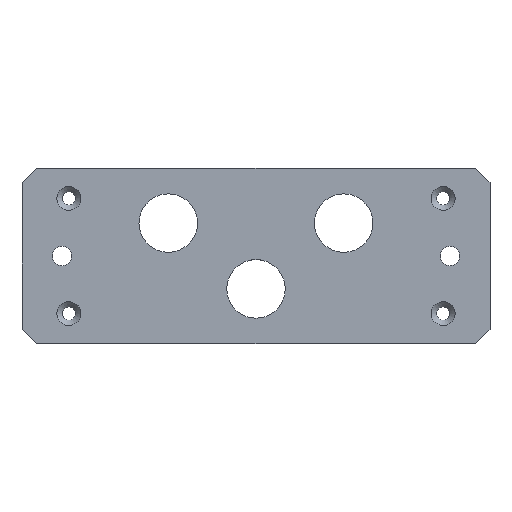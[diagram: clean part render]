
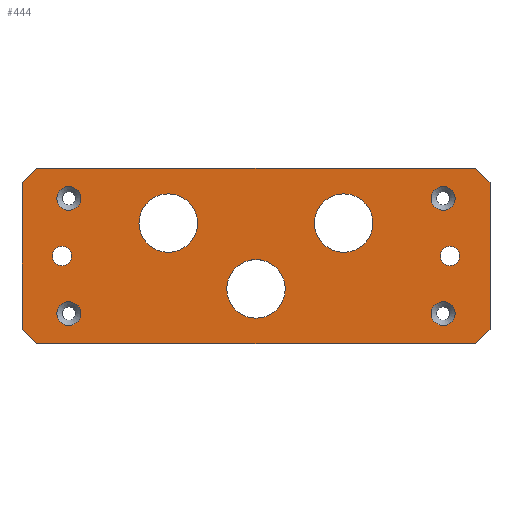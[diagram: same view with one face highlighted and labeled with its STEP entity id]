
A CAD part, top view. The second image highlights one B-rep face of the part: STEP entity #444.
In plain terms, the highlighted planar face has unit normal (0, 0, 1).
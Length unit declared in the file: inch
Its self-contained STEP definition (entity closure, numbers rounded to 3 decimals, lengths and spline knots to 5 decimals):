
#37=FACE_BOUND('',#114,.T.);
#38=FACE_BOUND('',#115,.T.);
#39=FACE_BOUND('',#116,.T.);
#40=FACE_BOUND('',#117,.T.);
#41=FACE_BOUND('',#118,.T.);
#42=FACE_BOUND('',#119,.T.);
#43=FACE_BOUND('',#120,.T.);
#44=FACE_BOUND('',#121,.T.);
#45=FACE_BOUND('',#122,.T.);
#55=CIRCLE('',#487,0.2045);
#57=CIRCLE('',#490,0.2045);
#59=CIRCLE('',#493,0.2045);
#61=CIRCLE('',#496,0.2045);
#63=CIRCLE('',#499,0.5);
#64=CIRCLE('',#500,0.5);
#65=CIRCLE('',#501,0.5);
#66=CIRCLE('',#502,0.16535);
#67=CIRCLE('',#503,0.16535);
#81=FACE_OUTER_BOUND('',#113,.T.);
#113=EDGE_LOOP('',(#368,#369,#370,#371,#372,#373,#374,#375));
#114=EDGE_LOOP('',(#376));
#115=EDGE_LOOP('',(#377));
#116=EDGE_LOOP('',(#378));
#117=EDGE_LOOP('',(#379));
#118=EDGE_LOOP('',(#380));
#119=EDGE_LOOP('',(#381));
#120=EDGE_LOOP('',(#382));
#121=EDGE_LOOP('',(#383));
#122=EDGE_LOOP('',(#384));
#132=LINE('',#646,#169);
#138=LINE('',#657,#175);
#145=LINE('',#690,#182);
#148=LINE('',#695,#185);
#149=LINE('',#698,#186);
#152=LINE('',#703,#189);
#153=LINE('',#706,#190);
#155=LINE('',#709,#192);
#169=VECTOR('',#517,0.3937);
#175=VECTOR('',#525,2.5);
#182=VECTOR('',#554,0.3937);
#185=VECTOR('',#559,7.5);
#186=VECTOR('',#562,0.3937);
#189=VECTOR('',#567,2.5);
#190=VECTOR('',#570,0.3937);
#192=VECTOR('',#574,7.5);
#206=VERTEX_POINT('',#644);
#207=VERTEX_POINT('',#645);
#211=VERTEX_POINT('',#655);
#226=VERTEX_POINT('',#689);
#227=VERTEX_POINT('',#693);
#228=VERTEX_POINT('',#697);
#229=VERTEX_POINT('',#701);
#230=VERTEX_POINT('',#705);
#231=VERTEX_POINT('',#711);
#233=VERTEX_POINT('',#717);
#235=VERTEX_POINT('',#723);
#237=VERTEX_POINT('',#729);
#239=VERTEX_POINT('',#735);
#240=VERTEX_POINT('',#737);
#241=VERTEX_POINT('',#739);
#242=VERTEX_POINT('',#741);
#243=VERTEX_POINT('',#743);
#244=EDGE_CURVE('',#206,#207,#132,.T.);
#250=EDGE_CURVE('',#206,#211,#138,.T.);
#266=EDGE_CURVE('',#226,#211,#145,.T.);
#269=EDGE_CURVE('',#226,#227,#148,.T.);
#270=EDGE_CURVE('',#228,#227,#149,.T.);
#273=EDGE_CURVE('',#228,#229,#152,.T.);
#274=EDGE_CURVE('',#230,#229,#153,.T.);
#276=EDGE_CURVE('',#230,#207,#155,.T.);
#277=EDGE_CURVE('',#231,#231,#55,.T.);
#280=EDGE_CURVE('',#233,#233,#57,.T.);
#283=EDGE_CURVE('',#235,#235,#59,.T.);
#286=EDGE_CURVE('',#237,#237,#61,.T.);
#289=EDGE_CURVE('',#239,#239,#63,.T.);
#290=EDGE_CURVE('',#240,#240,#64,.T.);
#291=EDGE_CURVE('',#241,#241,#65,.T.);
#292=EDGE_CURVE('',#242,#242,#66,.T.);
#293=EDGE_CURVE('',#243,#243,#67,.T.);
#368=ORIENTED_EDGE('',*,*,#244,.F.);
#369=ORIENTED_EDGE('',*,*,#250,.T.);
#370=ORIENTED_EDGE('',*,*,#266,.F.);
#371=ORIENTED_EDGE('',*,*,#269,.T.);
#372=ORIENTED_EDGE('',*,*,#270,.F.);
#373=ORIENTED_EDGE('',*,*,#273,.T.);
#374=ORIENTED_EDGE('',*,*,#274,.F.);
#375=ORIENTED_EDGE('',*,*,#276,.T.);
#376=ORIENTED_EDGE('',*,*,#277,.T.);
#377=ORIENTED_EDGE('',*,*,#280,.T.);
#378=ORIENTED_EDGE('',*,*,#283,.T.);
#379=ORIENTED_EDGE('',*,*,#286,.T.);
#380=ORIENTED_EDGE('',*,*,#289,.F.);
#381=ORIENTED_EDGE('',*,*,#290,.F.);
#382=ORIENTED_EDGE('',*,*,#291,.F.);
#383=ORIENTED_EDGE('',*,*,#292,.F.);
#384=ORIENTED_EDGE('',*,*,#293,.F.);
#430=PLANE('',#498);
#444=ADVANCED_FACE('',(#81,#37,#38,#39,#40,#41,#42,#43,#44,#45),#430,.F.);
#487=AXIS2_PLACEMENT_3D('',#712,#577,#578);
#490=AXIS2_PLACEMENT_3D('',#718,#584,#585);
#493=AXIS2_PLACEMENT_3D('',#724,#591,#592);
#496=AXIS2_PLACEMENT_3D('',#730,#598,#599);
#498=AXIS2_PLACEMENT_3D('',#734,#603,#604);
#499=AXIS2_PLACEMENT_3D('',#736,#605,#606);
#500=AXIS2_PLACEMENT_3D('',#738,#607,#608);
#501=AXIS2_PLACEMENT_3D('',#740,#609,#610);
#502=AXIS2_PLACEMENT_3D('',#742,#611,#612);
#503=AXIS2_PLACEMENT_3D('',#744,#613,#614);
#517=DIRECTION('',(-0.707,-0.707,0.));
#525=DIRECTION('',(0.,1.,0.));
#554=DIRECTION('',(0.707,-0.707,0.));
#559=DIRECTION('',(-1.,0.,0.));
#562=DIRECTION('',(0.707,0.707,0.));
#567=DIRECTION('',(0.,-1.,0.));
#570=DIRECTION('',(-0.707,0.707,0.));
#574=DIRECTION('',(1.,0.,0.));
#577=DIRECTION('center_axis',(0.,0.,-1.));
#578=DIRECTION('ref_axis',(1.,0.,0.));
#584=DIRECTION('center_axis',(0.,0.,-1.));
#585=DIRECTION('ref_axis',(1.,0.,0.));
#591=DIRECTION('center_axis',(0.,0.,-1.));
#592=DIRECTION('ref_axis',(1.,0.,0.));
#598=DIRECTION('center_axis',(0.,0.,-1.));
#599=DIRECTION('ref_axis',(1.,0.,0.));
#603=DIRECTION('center_axis',(0.,0.,-1.));
#604=DIRECTION('ref_axis',(-1.,0.,0.));
#605=DIRECTION('center_axis',(0.,0.,1.));
#606=DIRECTION('ref_axis',(1.,0.,0.));
#607=DIRECTION('center_axis',(0.,0.,1.));
#608=DIRECTION('ref_axis',(1.,0.,0.));
#609=DIRECTION('center_axis',(0.,0.,1.));
#610=DIRECTION('ref_axis',(1.,0.,0.));
#611=DIRECTION('center_axis',(0.,0.,1.));
#612=DIRECTION('ref_axis',(1.,0.,0.));
#613=DIRECTION('center_axis',(0.,0.,1.));
#614=DIRECTION('ref_axis',(1.,0.,0.));
#644=CARTESIAN_POINT('',(4.,-1.25,0.25));
#645=CARTESIAN_POINT('',(3.75,-1.5,0.25));
#646=CARTESIAN_POINT('',(3.25,-2.,0.25));
#655=CARTESIAN_POINT('',(4.,1.25,0.25));
#657=CARTESIAN_POINT('',(4.,-1.25,0.25));
#689=CARTESIAN_POINT('',(3.75,1.5,0.25));
#690=CARTESIAN_POINT('',(3.25,2.,0.25));
#693=CARTESIAN_POINT('',(-3.75,1.5,0.25));
#695=CARTESIAN_POINT('',(3.75,1.5,0.25));
#697=CARTESIAN_POINT('',(-4.,1.25,0.25));
#698=CARTESIAN_POINT('',(-3.25,2.,0.25));
#701=CARTESIAN_POINT('',(-4.,-1.25,0.25));
#703=CARTESIAN_POINT('',(-4.,1.25,0.25));
#705=CARTESIAN_POINT('',(-3.75,-1.5,0.25));
#706=CARTESIAN_POINT('',(-3.25,-2.,0.25));
#709=CARTESIAN_POINT('',(-3.75,-1.5,0.25));
#711=CARTESIAN_POINT('',(2.99432,-0.98425,0.25));
#712=CARTESIAN_POINT('Origin',(3.19882,-0.98425,0.25));
#717=CARTESIAN_POINT('',(-3.40332,0.98425,0.25));
#718=CARTESIAN_POINT('Origin',(-3.19882,0.98425,0.25));
#723=CARTESIAN_POINT('',(-3.40332,-0.98425,0.25));
#724=CARTESIAN_POINT('Origin',(-3.19882,-0.98425,0.25));
#729=CARTESIAN_POINT('',(2.99432,0.98425,0.25));
#730=CARTESIAN_POINT('Origin',(3.19882,0.98425,0.25));
#734=CARTESIAN_POINT('Origin',(0.,0.,0.25));
#735=CARTESIAN_POINT('',(-0.5,-0.5625,0.25));
#736=CARTESIAN_POINT('Origin',(0.,-0.5625,0.25));
#737=CARTESIAN_POINT('',(-2.,0.5625,0.25));
#738=CARTESIAN_POINT('Origin',(-1.5,0.5625,0.25));
#739=CARTESIAN_POINT('',(1.,0.5625,0.25));
#740=CARTESIAN_POINT('Origin',(1.5,0.5625,0.25));
#741=CARTESIAN_POINT('',(-3.48228,0.,0.25));
#742=CARTESIAN_POINT('Origin',(-3.31693,0.,0.25));
#743=CARTESIAN_POINT('',(3.15157,0.,0.25));
#744=CARTESIAN_POINT('Origin',(3.31693,0.,0.25));
